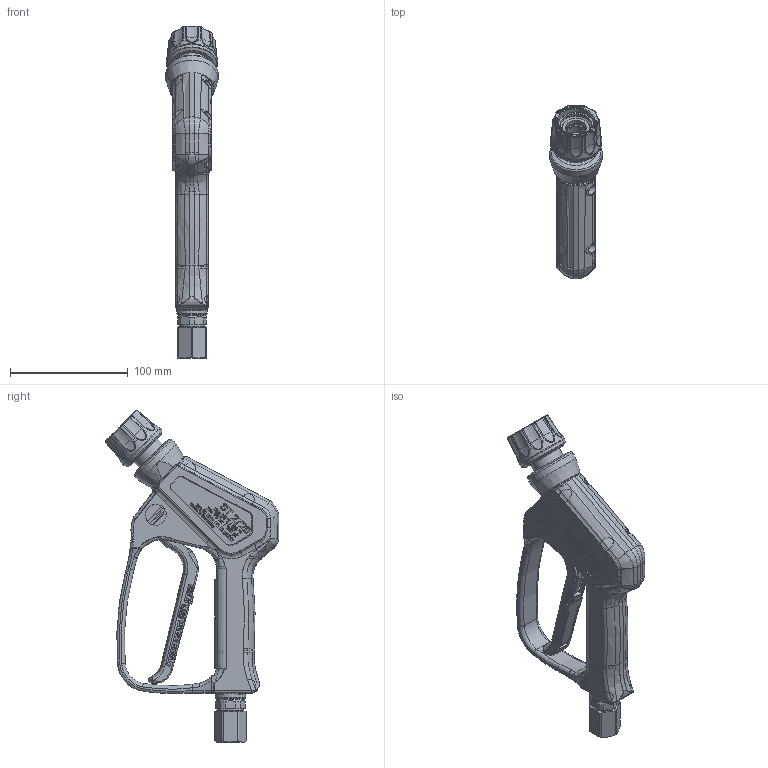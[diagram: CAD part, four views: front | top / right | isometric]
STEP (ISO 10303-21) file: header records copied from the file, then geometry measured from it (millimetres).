
FILE_DESCRIPTION(/* description */ ('Unknown'),/* implementation_level */ '2;1');
FILE_NAME(/* name */ '202720550-Pistole-STEP',/* time_stamp */ '2020-06-05T07:45:18+02:00',/* author */ ('Unknown'),/* organization */ ('Unknown'),/* preprocessor_version */ 'ST-DEVELOPER v16.7',/* originating_system */ 'DEX',/* authorisation */ $);
FILE_SCHEMA (('AUTOMOTIVE_DESIGN {1 0 10303 214 3 1 1}'));
Products named in the file (1): 202720550-Pistole-STEP
Bounding box: 44.5 x 147.72 x 282.37 mm (x, y, z)
Volume: 184799.2 mm3; surface area: 147969.5 mm2
Topology: 3 solids, 3 shells, 4175 faces, 10735 edges, 6952 vertices
Faces by surface type: plane 2307, bspline 1057, cylinder 514, torus 162, cone 95, sphere 40
Full cylindrical faces by diameter (mm): 3 x4, 3.02 x1, 3.1 x2, 4 x3, 4.02 x1, 4.1 x2, 4.2 x12, 5.9 x1, 6.9 x8, 7.05 x1, 7.4 x8, 8.5 x2, 9.6 x4, 10 x3, 11.82 x3, 13 x4, 14 x1, 14.2 x1, 14.5 x1, 14.55 x1, 15 x1, 15.198 x1, 15.33 x2, 15.9 x1, 18 x1, 18.1 x2, 18.798 x1, 18.998 x2, 19 x2, 20.3 x1
Entity records: 183513 total; most frequent: CARTESIAN_POINT 66207, ORIENTED_EDGE 20782, DIRECTION 13699, EDGE_CURVE 10391, VERTEX_POINT 6867, EDGE_LOOP 4900, FACE_BOUND 4900, AXIS2_PLACEMENT_3D 4687
